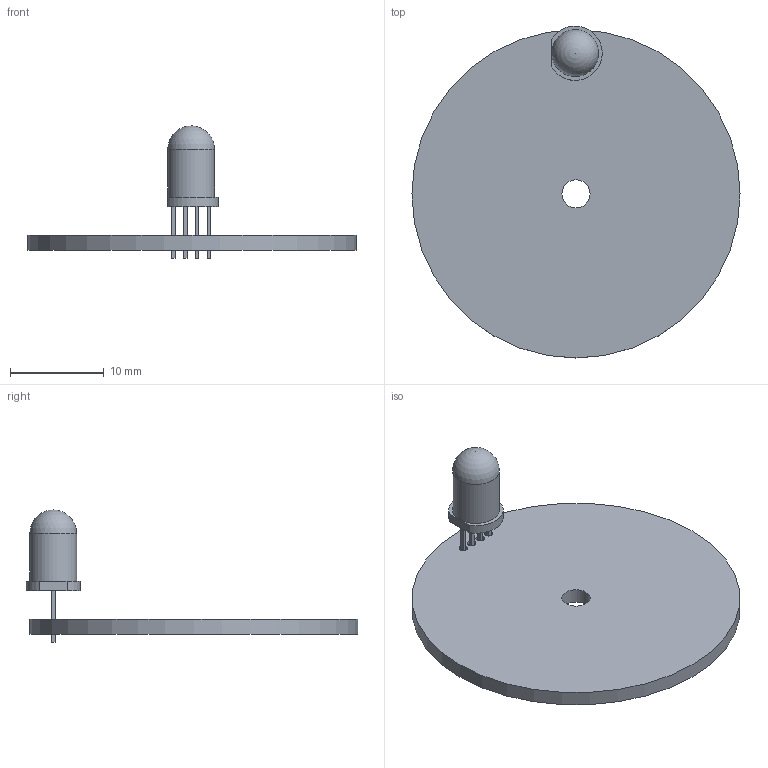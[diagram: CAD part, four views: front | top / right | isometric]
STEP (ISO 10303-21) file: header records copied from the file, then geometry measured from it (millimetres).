
FILE_DESCRIPTION(('KiCad electronic assembly'),'2;1');
FILE_NAME('driver.step','2020-01-15T10:04:51',('An Author'),('A Company' ),'Open CASCADE STEP processor 6.9','KiCad to STEP converter', 'Unknown');
FILE_SCHEMA(('AUTOMOTIVE_DESIGN { 1 0 10303 214 1 1 1 1 }'));
Length unit declared in the file: millimetre
Products named in the file (4): Open CASCADE STEP translator 6.9 1; LED_D5.0mm-4_RGB; SOLID; COMPOUND
Assembly tree (3 placements, depth 3):
  Open CASCADE STEP translator 6.9 1
    LED_D5.0mm-4_RGB
      SOLID
    COMPOUND
Bounding box: 35 x 35.4 x 14.1 mm (x, y, z)
Volume: 1686 mm3; surface area: 2318.4 mm2
Topology: 2 solids, 2 shells, 34 faces, 79 edges, 52 vertices
Faces by surface type: plane 25, cylinder 8, sphere 1
Full cylindrical faces by diameter (mm): 0.9 x4, 3 x1, 5 x1, 35 x1
Entity records: 2358 total; most frequent: CARTESIAN_POINT 433, DIRECTION 322, LINE 196, VECTOR 196, ORIENTED_EDGE 156, PCURVE 156, DEFINITIONAL_REPRESENTATION 156, EDGE_CURVE 78
